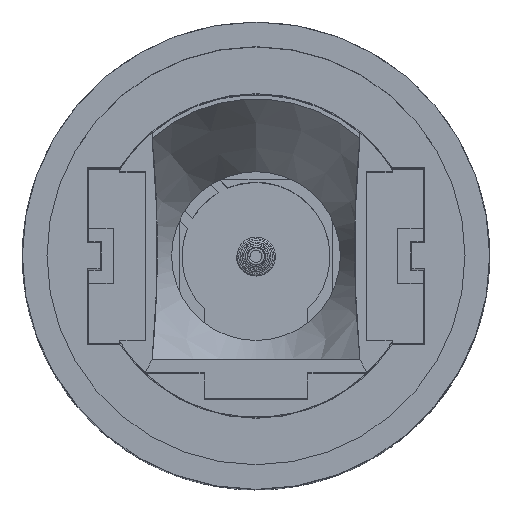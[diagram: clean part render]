
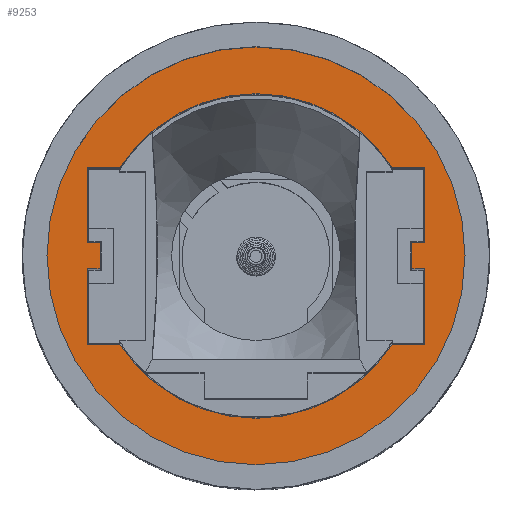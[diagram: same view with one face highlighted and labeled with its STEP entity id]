
A CAD part, top view. The second image highlights one B-rep face of the part: STEP entity #9253.
In plain terms, the highlighted planar face has unit normal (0, 0, 1).
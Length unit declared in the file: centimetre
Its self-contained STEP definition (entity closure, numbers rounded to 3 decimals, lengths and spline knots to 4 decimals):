
#92=FACE_BOUND('',#920,.T.);
#413=FACE_OUTER_BOUND('',#919,.T.);
#919=EDGE_LOOP('',(#6525));
#920=EDGE_LOOP('',(#6526,#6527,#6528,#6529,#6530,#6531,#6532,#6533,#6534,
#6535,#6536,#6537,#6538,#6539,#6540,#6541));
#1394=CIRCLE('',#9813,0.625);
#1395=CIRCLE('',#9818,0.625);
#1397=CIRCLE('',#9824,0.805);
#1819=LINE('',#13443,#2827);
#1822=LINE('',#13448,#2830);
#1823=LINE('',#13451,#2831);
#1826=LINE('',#13457,#2834);
#1828=LINE('',#13462,#2836);
#1831=LINE('',#13467,#2839);
#1833=LINE('',#13471,#2841);
#1835=LINE('',#13475,#2843);
#1838=LINE('',#13483,#2846);
#1839=LINE('',#13486,#2847);
#1841=LINE('',#13490,#2849);
#1844=LINE('',#13497,#2852);
#1845=LINE('',#13500,#2853);
#1847=LINE('',#13503,#2855);
#2827=VECTOR('',#10888,1.);
#2830=VECTOR('',#10893,1.);
#2831=VECTOR('',#10896,1.);
#2834=VECTOR('',#10903,1.);
#2836=VECTOR('',#10907,1.);
#2839=VECTOR('',#10912,1.);
#2841=VECTOR('',#10916,1.);
#2843=VECTOR('',#10920,1.);
#2846=VECTOR('',#10929,1.);
#2847=VECTOR('',#10932,1.);
#2849=VECTOR('',#10936,1.);
#2852=VECTOR('',#10945,1.);
#2853=VECTOR('',#10948,1.);
#2855=VECTOR('',#10952,1.);
#3806=VERTEX_POINT('',#13440);
#3807=VERTEX_POINT('',#13442);
#3808=VERTEX_POINT('',#13446);
#3809=VERTEX_POINT('',#13450);
#3810=VERTEX_POINT('',#13455);
#3811=VERTEX_POINT('',#13459);
#3812=VERTEX_POINT('',#13461);
#3813=VERTEX_POINT('',#13465);
#3814=VERTEX_POINT('',#13469);
#3815=VERTEX_POINT('',#13473);
#3816=VERTEX_POINT('',#13477);
#3817=VERTEX_POINT('',#13479);
#3818=VERTEX_POINT('',#13485);
#3819=VERTEX_POINT('',#13489);
#3820=VERTEX_POINT('',#13493);
#3821=VERTEX_POINT('',#13499);
#3823=VERTEX_POINT('',#13507);
#4821=EDGE_CURVE('',#3807,#3806,#1819,.T.);
#4824=EDGE_CURVE('',#3806,#3808,#1822,.T.);
#4825=EDGE_CURVE('',#3809,#3807,#1823,.T.);
#4828=EDGE_CURVE('',#3808,#3810,#1826,.T.);
#4830=EDGE_CURVE('',#3812,#3811,#1828,.T.);
#4833=EDGE_CURVE('',#3811,#3813,#1831,.T.);
#4835=EDGE_CURVE('',#3813,#3814,#1833,.T.);
#4837=EDGE_CURVE('',#3814,#3815,#1835,.T.);
#4839=EDGE_CURVE('',#3817,#3816,#1394,.T.);
#4841=EDGE_CURVE('',#3815,#3817,#1838,.T.);
#4842=EDGE_CURVE('',#3818,#3812,#1839,.T.);
#4844=EDGE_CURVE('',#3819,#3818,#1841,.T.);
#4846=EDGE_CURVE('',#3820,#3819,#1395,.T.);
#4848=EDGE_CURVE('',#3810,#3820,#1844,.T.);
#4849=EDGE_CURVE('',#3821,#3809,#1845,.T.);
#4851=EDGE_CURVE('',#3816,#3821,#1847,.T.);
#4854=EDGE_CURVE('',#3823,#3823,#1397,.T.);
#6525=ORIENTED_EDGE('',*,*,#4854,.T.);
#6526=ORIENTED_EDGE('',*,*,#4839,.T.);
#6527=ORIENTED_EDGE('',*,*,#4851,.T.);
#6528=ORIENTED_EDGE('',*,*,#4849,.T.);
#6529=ORIENTED_EDGE('',*,*,#4825,.T.);
#6530=ORIENTED_EDGE('',*,*,#4821,.T.);
#6531=ORIENTED_EDGE('',*,*,#4824,.T.);
#6532=ORIENTED_EDGE('',*,*,#4828,.T.);
#6533=ORIENTED_EDGE('',*,*,#4848,.T.);
#6534=ORIENTED_EDGE('',*,*,#4846,.T.);
#6535=ORIENTED_EDGE('',*,*,#4844,.T.);
#6536=ORIENTED_EDGE('',*,*,#4842,.T.);
#6537=ORIENTED_EDGE('',*,*,#4830,.T.);
#6538=ORIENTED_EDGE('',*,*,#4833,.T.);
#6539=ORIENTED_EDGE('',*,*,#4835,.T.);
#6540=ORIENTED_EDGE('',*,*,#4837,.T.);
#6541=ORIENTED_EDGE('',*,*,#4841,.T.);
#8861=PLANE('',#9825);
#9253=ADVANCED_FACE('',(#413,#92),#8861,.F.);
#9813=AXIS2_PLACEMENT_3D('',#13480,#10924,#10925);
#9818=AXIS2_PLACEMENT_3D('',#13494,#10940,#10941);
#9824=AXIS2_PLACEMENT_3D('',#13509,#10958,#10959);
#9825=AXIS2_PLACEMENT_3D('',#13510,#10960,#10961);
#10888=DIRECTION('',(0.,-1.,0.));
#10893=DIRECTION('',(1.,0.,0.));
#10896=DIRECTION('',(-1.,0.,0.));
#10903=DIRECTION('',(0.,-1.,0.));
#10907=DIRECTION('',(1.,0.,0.));
#10912=DIRECTION('',(0.,1.,0.));
#10916=DIRECTION('',(-1.,0.,0.));
#10920=DIRECTION('',(0.,1.,0.));
#10924=DIRECTION('center_axis',(0.,0.,-1.));
#10925=DIRECTION('ref_axis',(0.839,0.544,0.));
#10929=DIRECTION('',(1.,0.,0.));
#10932=DIRECTION('',(0.,1.,0.));
#10936=DIRECTION('',(-1.,0.,0.));
#10940=DIRECTION('center_axis',(0.,0.,-1.));
#10941=DIRECTION('ref_axis',(-0.839,-0.544,0.));
#10945=DIRECTION('',(-1.,0.,0.));
#10948=DIRECTION('',(0.,-1.,0.));
#10952=DIRECTION('',(1.,0.,0.));
#10958=DIRECTION('center_axis',(0.,0.,1.));
#10959=DIRECTION('ref_axis',(1.,0.,0.));
#10960=DIRECTION('center_axis',(0.,0.,-1.));
#10961=DIRECTION('ref_axis',(1.,0.,0.));
#13440=CARTESIAN_POINT('',(0.6,-0.05,2.7809));
#13442=CARTESIAN_POINT('',(0.6,0.05,2.7809));
#13443=CARTESIAN_POINT('',(0.6,0.025,2.7809));
#13446=CARTESIAN_POINT('',(0.65,-0.05,2.7809));
#13448=CARTESIAN_POINT('',(0.3,-0.05,2.7809));
#13450=CARTESIAN_POINT('',(0.65,0.05,2.7809));
#13451=CARTESIAN_POINT('',(0.325,0.05,2.7809));
#13455=CARTESIAN_POINT('',(0.65,-0.34,2.7809));
#13457=CARTESIAN_POINT('',(0.65,0.025,2.7809));
#13459=CARTESIAN_POINT('',(-0.6,-0.05,2.7809));
#13461=CARTESIAN_POINT('',(-0.65,-0.05,2.7809));
#13462=CARTESIAN_POINT('',(-0.325,-0.05,2.7809));
#13465=CARTESIAN_POINT('',(-0.6,0.05,2.7809));
#13467=CARTESIAN_POINT('',(-0.6,-0.025,2.7809));
#13469=CARTESIAN_POINT('',(-0.65,0.05,2.7809));
#13471=CARTESIAN_POINT('',(-0.3,0.05,2.7809));
#13473=CARTESIAN_POINT('',(-0.65,0.34,2.7809));
#13475=CARTESIAN_POINT('',(-0.65,0.025,2.7809));
#13477=CARTESIAN_POINT('',(0.5244,0.34,2.7809));
#13479=CARTESIAN_POINT('',(-0.5244,0.34,2.7809));
#13480=CARTESIAN_POINT('Origin',(0.,0.,2.7809));
#13483=CARTESIAN_POINT('',(-0.2622,0.34,2.7809));
#13485=CARTESIAN_POINT('',(-0.65,-0.34,2.7809));
#13486=CARTESIAN_POINT('',(-0.65,0.025,2.7809));
#13489=CARTESIAN_POINT('',(-0.5244,-0.34,2.7809));
#13490=CARTESIAN_POINT('',(-0.325,-0.34,2.7809));
#13493=CARTESIAN_POINT('',(0.5244,-0.34,2.7809));
#13494=CARTESIAN_POINT('Origin',(0.,0.,2.7809));
#13497=CARTESIAN_POINT('',(0.2622,-0.34,2.7809));
#13499=CARTESIAN_POINT('',(0.65,0.34,2.7809));
#13500=CARTESIAN_POINT('',(0.65,0.025,2.7809));
#13503=CARTESIAN_POINT('',(0.325,0.34,2.7809));
#13507=CARTESIAN_POINT('',(-0.805,0.,2.7809));
#13509=CARTESIAN_POINT('Origin',(0.,0.,2.7809));
#13510=CARTESIAN_POINT('Origin',(0.,0.,2.7809));
